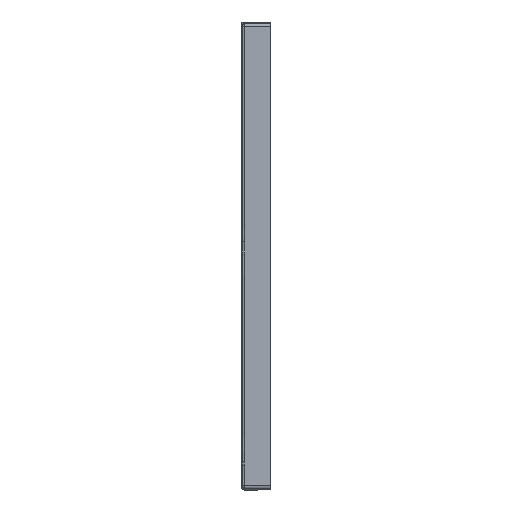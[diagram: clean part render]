
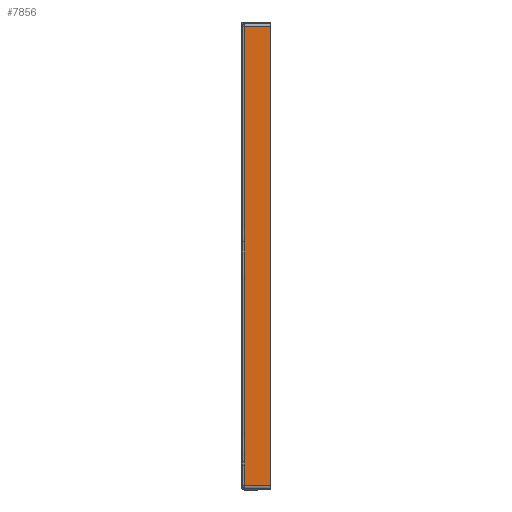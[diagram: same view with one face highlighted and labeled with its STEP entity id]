
A CAD part, left-side view. The second image highlights one B-rep face of the part: STEP entity #7856.
In plain terms, the highlighted planar face has unit normal (-1, 0, 0).
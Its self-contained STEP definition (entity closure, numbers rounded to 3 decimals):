
#1533=CARTESIAN_POINT('',(-800.,-5.108,45.));
#1534=CARTESIAN_POINT('',(-800.,-5.108,43.331));
#1535=CARTESIAN_POINT('',(-800.,-5.108,41.662));
#1536=CARTESIAN_POINT('',(-800.,-5.108,39.993));
#1538=CARTESIAN_POINT('',(-800.,-5.048,397.501));
#1539=CARTESIAN_POINT('',(-800.,-5.053,
376.751));
#1540=CARTESIAN_POINT('',(-800.,-5.063,
334.893));
#1541=CARTESIAN_POINT('',(-800.,-5.076,275.129));
#1542=CARTESIAN_POINT('',(-800.,-5.091,
206.115));
#1543=CARTESIAN_POINT('',(-800.,-5.104,
129.88));
#1544=CARTESIAN_POINT('',(-800.,-5.108,
74.11));
#1545=CARTESIAN_POINT('',(-800.,-5.108,45.));
#1547=CARTESIAN_POINT('',(-800.,-5.,743.));
#1548=CARTESIAN_POINT('',(-800.,-5.,735.517));
#1549=CARTESIAN_POINT('',(-800.,-5.,719.96));
#1550=CARTESIAN_POINT('',(-800.,-5.001,696.088));
#1551=CARTESIAN_POINT('',(-800.,-5.003,667.952));
#1552=CARTESIAN_POINT('',(-800.,-5.006,636.51));
#1553=CARTESIAN_POINT('',(-800.,-5.01,602.128));
#1554=CARTESIAN_POINT('',(-800.,-5.015,565.758));
#1555=CARTESIAN_POINT('',(-800.,-5.022,528.015));
#1556=CARTESIAN_POINT('',(-800.,-5.029,488.345));
#1557=CARTESIAN_POINT('',(-800.,-5.038,445.658));
#1558=CARTESIAN_POINT('',(-800.,-5.045,414.019));
#1559=CARTESIAN_POINT('',(-800.,-5.048,397.501));
#1561=DIRECTION('',(0.,-1.,0.));
#1562=VECTOR('',#1561,43.);
#1563=CARTESIAN_POINT('',(-800.,-5.,743.));
#1564=LINE('',#1563,#1562);
#1565=DIRECTION('',(0.,-1.,0.));
#1566=VECTOR('',#1565,42.981);
#1567=CARTESIAN_POINT('',(-800.,-5.019,7.));
#1568=LINE('',#1567,#1566);
#1569=CARTESIAN_POINT('',(-800.,-5.108,39.993));
#1570=CARTESIAN_POINT('',(-800.,-5.098,36.536));
#1571=CARTESIAN_POINT('',(-800.,-5.079,29.486));
#1572=CARTESIAN_POINT('',(-800.,-5.05,18.74));
#1573=CARTESIAN_POINT('',(-800.,-5.029,10.985));
#1574=CARTESIAN_POINT('',(-800.,-5.019,7.));
#2219=DIRECTION('',(0.,0.,1.));
#2220=VECTOR('',#2219,736.);
#2221=CARTESIAN_POINT('',(-800.,-48.,7.));
#2222=LINE('',#2221,#2220);
#4278=CARTESIAN_POINT('',(-800.,-48.,7.));
#4279=CARTESIAN_POINT('',(-800.,-48.,743.));
#4280=VERTEX_POINT('',#4278);
#4281=VERTEX_POINT('',#4279);
#4290=VERTEX_POINT('',#1533);
#4291=VERTEX_POINT('',#1536);
#4292=VERTEX_POINT('',#1538);
#4294=VERTEX_POINT('',#1547);
#4303=CARTESIAN_POINT('',(-800.,-5.019,7.));
#4304=VERTEX_POINT('',#4303);
#7837=CARTESIAN_POINT('',(-800.,0.,0.));
#7838=DIRECTION('',(-1.,0.,0.));
#7839=DIRECTION('',(0.,0.,1.));
#7840=AXIS2_PLACEMENT_3D('',#7837,#7838,#7839);
#7841=PLANE('',#7840);
#7842=ORIENTED_EDGE('',*,*,#7779,.F.);
#7843=ORIENTED_EDGE('',*,*,#7827,.F.);
#7845=ORIENTED_EDGE('',*,*,#7844,.F.);
#7847=ORIENTED_EDGE('',*,*,#7846,.T.);
#7849=ORIENTED_EDGE('',*,*,#7848,.F.);
#7851=ORIENTED_EDGE('',*,*,#7850,.F.);
#7853=ORIENTED_EDGE('',*,*,#7852,.F.);
#7854=EDGE_LOOP('',(#7842,#7843,#7845,#7847,#7849,#7851,#7853));
#7855=FACE_OUTER_BOUND('',#7854,.F.);
#7856=ADVANCED_FACE('',(#7855),#7841,.T.);
#1537=B_SPLINE_CURVE_WITH_KNOTS('',3,(#1533,#1534,#1535,#1536),.UNSPECIFIED.,
.F.,.F.,(4,4),(0.,1.),.UNSPECIFIED.);
#1546=B_SPLINE_CURVE_WITH_KNOTS('',3,(#1538,#1539,#1540,#1541,#1542,#1543,#1544,
#1545),.UNSPECIFIED.,.F.,.F.,(4,1,1,1,1,4),(0.,0.2,0.4,0.6,0.8,1.),
.UNSPECIFIED.);
#1560=B_SPLINE_CURVE_WITH_KNOTS('',3,(#1547,#1548,#1549,#1550,#1551,#1552,#1553,
#1554,#1555,#1556,#1557,#1558,#1559),.UNSPECIFIED.,.F.,.F.,(4,1,1,1,1,1,1,1,1,1,
4),(0.,0.1,0.2,0.3,0.4,0.5,0.6,0.7,0.8,0.9,1.),
.UNSPECIFIED.);
#1575=B_SPLINE_CURVE_WITH_KNOTS('',3,(#1569,#1570,#1571,#1572,#1573,#1574),
.UNSPECIFIED.,.F.,.F.,(4,1,1,4),(0.,0.333,0.667,1.),
.UNSPECIFIED.);
#7779=EDGE_CURVE('',#4290,#4291,#1537,.T.);
#7827=EDGE_CURVE('',#4292,#4290,#1546,.T.);
#7844=EDGE_CURVE('',#4294,#4292,#1560,.T.);
#7846=EDGE_CURVE('',#4294,#4281,#1564,.T.);
#7848=EDGE_CURVE('',#4280,#4281,#2222,.T.);
#7850=EDGE_CURVE('',#4304,#4280,#1568,.T.);
#7852=EDGE_CURVE('',#4291,#4304,#1575,.T.);
